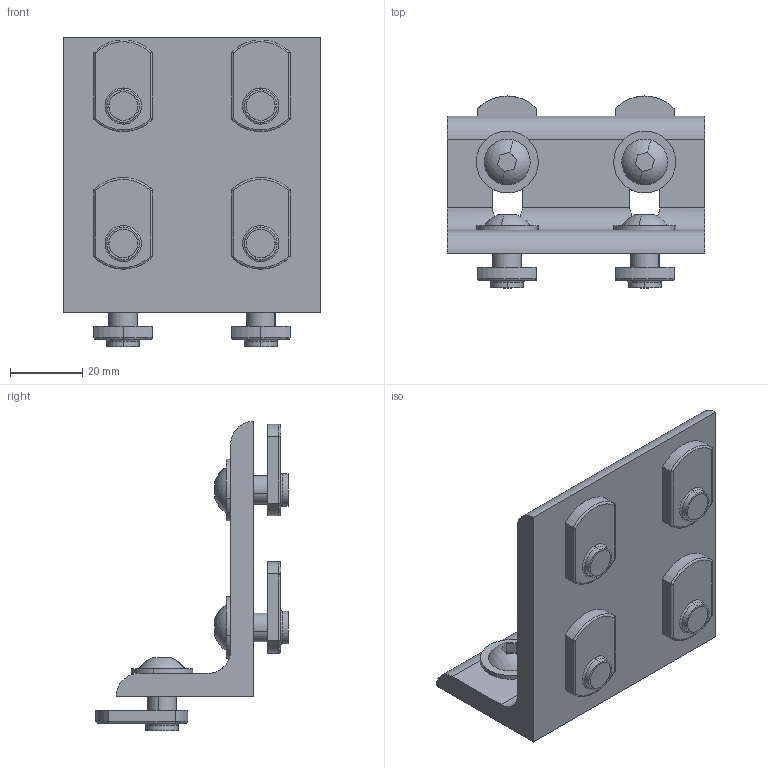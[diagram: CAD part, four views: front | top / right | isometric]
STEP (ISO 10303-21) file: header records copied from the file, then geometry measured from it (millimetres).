
FILE_DESCRIPTION (( 'STEP AP203' ), '1' );
FILE_NAME ('653130.SLDASM.step', '2003-10-13T11:25:27', ( 'Jerry Winters' ), ( 'GoEngineer' ), 'SwSTEP 2.0', 'SolidWorks 2003174', '' );
FILE_SCHEMA (( 'CONFIG_CONTROL_DESIGN' ));
Length unit declared in the file: inch
Products named in the file (5): 653130.SLDASM; Inside Corner Brackets (SLOT)_653130; 651129; FBHSCS_651134; 651097
Assembly tree (9 placements, depth 3):
  653130.SLDASM
    651129  x6
      FBHSCS_651134
      651097
    Inside Corner Brackets (SLOT)_653130
Bounding box: 71.37 x 53.21 x 85.72 mm (x, y, z)
Volume: 59726.4 mm3; surface area: 30027.4 mm2
Topology: 13 solids, 13 shells, 237 faces, 527 edges, 332 vertices
Faces by surface type: plane 100, cylinder 95, torus 30, sphere 12
Entity records: 2651 total; most frequent: CARTESIAN_POINT 418, DIRECTION 368, ORIENTED_EDGE 304, EDGE_CURVE 152, AXIS2_PLACEMENT_3D 147, VERTEX_POINT 97, EDGE_LOOP 77, LINE 74
